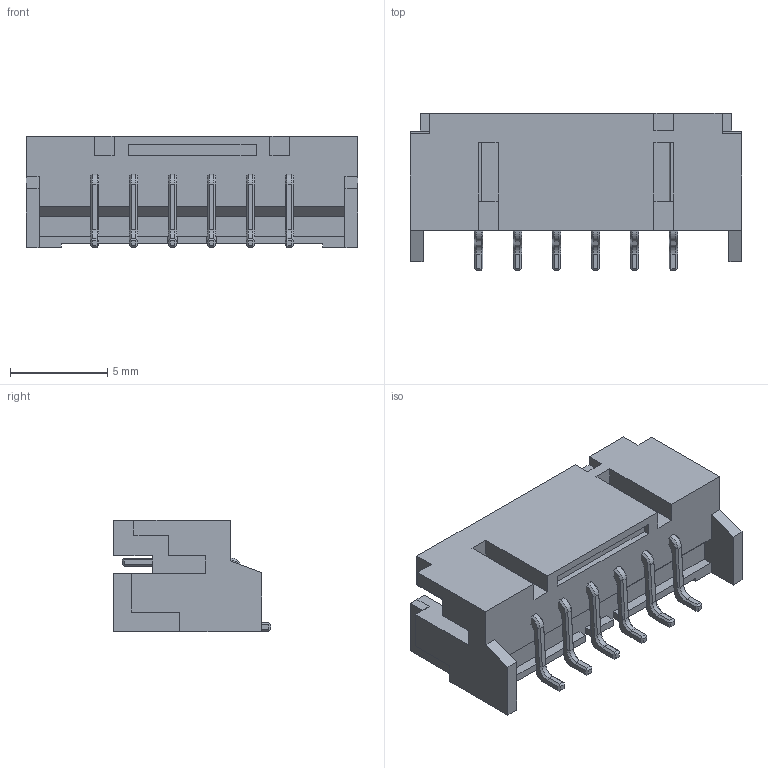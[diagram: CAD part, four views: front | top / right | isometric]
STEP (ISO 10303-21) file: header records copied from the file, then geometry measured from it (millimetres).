
FILE_DESCRIPTION(/* description */ (''),/* implementation_level */ '2;1');
FILE_NAME(/* name */ 'PH2.0_6P_WT.step',/* time_stamp */ '2022-11-17T10:36:34+08:00',/* author */ (''),/* organization */ (''),/* preprocessor_version */ 'ST-DEVELOPER v19.2',/* originating_system */ 'Autodesk Translation Framework v11.17.0.187',/* authorisation */ '');
FILE_SCHEMA (('AUTOMOTIVE_DESIGN { 1 0 10303 214 3 1 1 }'));
Length unit declared in the file: millimetre
Products named in the file (3): PH2.0_6P_WT; 零部件2; 零部件1
Assembly tree (2 placements, depth 2):
  PH2.0_6P_WT
    零部件2
    零部件1
Bounding box: 17 x 8.06 x 5.7 mm (x, y, z)
Volume: 286.1 mm3; surface area: 815 mm2
Topology: 9 solids, 9 shells, 345 faces, 890 edges, 560 vertices
Faces by surface type: plane 273, cone 48, cylinder 24
Entity records: 10340 total; most frequent: CARTESIAN_POINT 1800, ORIENTED_EDGE 1780, DIRECTION 1686, EDGE_CURVE 890, LINE 794, VECTOR 794, VERTEX_POINT 560, AXIS2_PLACEMENT_3D 446
